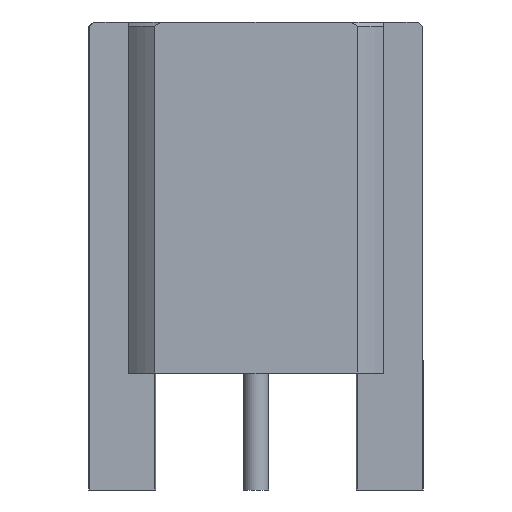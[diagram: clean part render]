
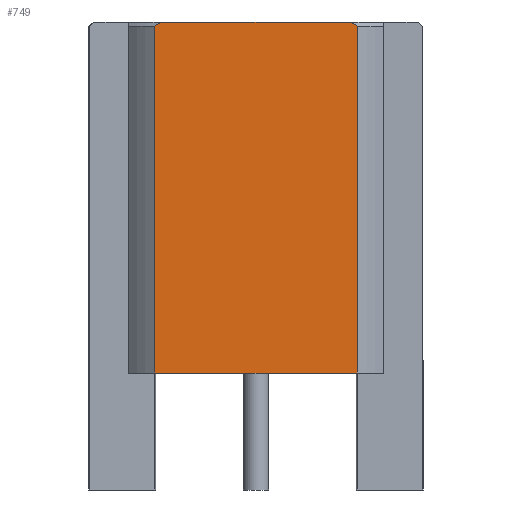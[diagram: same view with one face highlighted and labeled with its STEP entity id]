
A CAD part, front view. The second image highlights one B-rep face of the part: STEP entity #749.
In plain terms, the highlighted planar face has unit normal (0, -1, 0).
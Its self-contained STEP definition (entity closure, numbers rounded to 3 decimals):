
#37 = VERTEX_POINT ( 'NONE', #1217 ) ;
#74 = CARTESIAN_POINT ( 'NONE',  ( 1.129, -1.59, 5.6 ) ) ;
#109 = DIRECTION ( 'NONE',  ( 0., 0., 1. ) ) ;
#116 = VECTOR ( 'NONE', #109, 1000. ) ;
#130 = VECTOR ( 'NONE', #816, 1000. ) ;
#159 = VERTEX_POINT ( 'NONE', #510 ) ;
#179 = CARTESIAN_POINT ( 'NONE',  ( -1.157, -1.59, 5.584 ) ) ;
#203 = DIRECTION ( 'NONE',  ( -1., 0., 0. ) ) ;
#220 = CARTESIAN_POINT ( 'NONE',  ( 1.525, -1.59, 5.6 ) ) ;
#223 = B_SPLINE_CURVE_WITH_KNOTS ( 'NONE', 3,
 ( #74, #1440, #1104, #766 ),
 .UNSPECIFIED., .F., .F.,
 ( 4, 4 ),
 ( 0.002, 0.003 ),
 .UNSPECIFIED. ) ;
#281 = EDGE_CURVE ( 'NONE', #1027, #1404, #223, .T. ) ;
#297 = ORIENTED_EDGE ( 'NONE', *, *, #281, .F. ) ;
#299 = CARTESIAN_POINT ( 'NONE',  ( 1.213, -1.59, 1.4 ) ) ;
#351 = ORIENTED_EDGE ( 'NONE', *, *, #498, .F. ) ;
#388 = VECTOR ( 'NONE', #203, 1000. ) ;
#409 = CARTESIAN_POINT ( 'NONE',  ( -1.213, -1.59, 5.55 ) ) ;
#470 = CARTESIAN_POINT ( 'NONE',  ( -1.213, -1.59, 0. ) ) ;
#485 = ORIENTED_EDGE ( 'NONE', *, *, #1049, .F. ) ;
#498 = EDGE_CURVE ( 'NONE', #37, #660, #893, .T. ) ;
#506 = FACE_OUTER_BOUND ( 'NONE', #1469, .T. ) ;
#510 = CARTESIAN_POINT ( 'NONE',  ( -1.129, -1.59, 5.6 ) ) ;
#549 = ORIENTED_EDGE ( 'NONE', *, *, #1117, .F. ) ;
#552 = DIRECTION ( 'NONE',  ( 1., 0., 0. ) ) ;
#595 = CARTESIAN_POINT ( 'NONE',  ( 1.525, -1.59, 5.6 ) ) ;
#619 = CARTESIAN_POINT ( 'NONE',  ( 1.129, -1.59, 5.6 ) ) ;
#651 = VECTOR ( 'NONE', #1218, 1000. ) ;
#660 = VERTEX_POINT ( 'NONE', #409 ) ;
#686 = B_SPLINE_CURVE_WITH_KNOTS ( 'NONE', 3,
 ( #1200, #1431, #179, #1452 ),
 .UNSPECIFIED., .F., .F.,
 ( 4, 4 ),
 ( 0., 0. ),
 .UNSPECIFIED. ) ;
#740 = EDGE_CURVE ( 'NONE', #1131, #37, #884, .T. ) ;
#749 = ADVANCED_FACE ( 'NONE', ( #506 ), #1112, .T. ) ;
#766 = CARTESIAN_POINT ( 'NONE',  ( 1.213, -1.59, 5.55 ) ) ;
#771 = ORIENTED_EDGE ( 'NONE', *, *, #740, .F. ) ;
#802 = AXIS2_PLACEMENT_3D ( 'NONE', #220, #806, #552 ) ;
#806 = DIRECTION ( 'NONE',  ( 0., -1., 0. ) ) ;
#816 = DIRECTION ( 'NONE',  ( -1., 0., 0. ) ) ;
#833 = LINE ( 'NONE', #595, #130 ) ;
#861 = LINE ( 'NONE', #983, #651 ) ;
#884 = LINE ( 'NONE', #1228, #388 ) ;
#893 = LINE ( 'NONE', #470, #116 ) ;
#917 = EDGE_CURVE ( 'NONE', #1027, #159, #833, .T. ) ;
#983 = CARTESIAN_POINT ( 'NONE',  ( 1.213, -1.59, 0. ) ) ;
#1023 = CARTESIAN_POINT ( 'NONE',  ( 1.213, -1.59, 5.55 ) ) ;
#1027 = VERTEX_POINT ( 'NONE', #619 ) ;
#1049 = EDGE_CURVE ( 'NONE', #1404, #1131, #861, .T. ) ;
#1104 = CARTESIAN_POINT ( 'NONE',  ( 1.185, -1.59, 5.567 ) ) ;
#1112 = PLANE ( 'NONE',  #802 ) ;
#1117 = EDGE_CURVE ( 'NONE', #660, #159, #686, .T. ) ;
#1131 = VERTEX_POINT ( 'NONE', #299 ) ;
#1200 = CARTESIAN_POINT ( 'NONE',  ( -1.213, -1.59, 5.55 ) ) ;
#1217 = CARTESIAN_POINT ( 'NONE',  ( -1.213, -1.59, 1.4 ) ) ;
#1218 = DIRECTION ( 'NONE',  ( 0., 0., -1. ) ) ;
#1228 = CARTESIAN_POINT ( 'NONE',  ( 1.525, -1.59, 1.4 ) ) ;
#1271 = ORIENTED_EDGE ( 'NONE', *, *, #917, .T. ) ;
#1404 = VERTEX_POINT ( 'NONE', #1023 ) ;
#1431 = CARTESIAN_POINT ( 'NONE',  ( -1.185, -1.59, 5.567 ) ) ;
#1440 = CARTESIAN_POINT ( 'NONE',  ( 1.157, -1.59, 5.584 ) ) ;
#1452 = CARTESIAN_POINT ( 'NONE',  ( -1.129, -1.59, 5.6 ) ) ;
#1469 = EDGE_LOOP ( 'NONE', ( #771, #485, #297, #1271, #549, #351 ) ) ;
